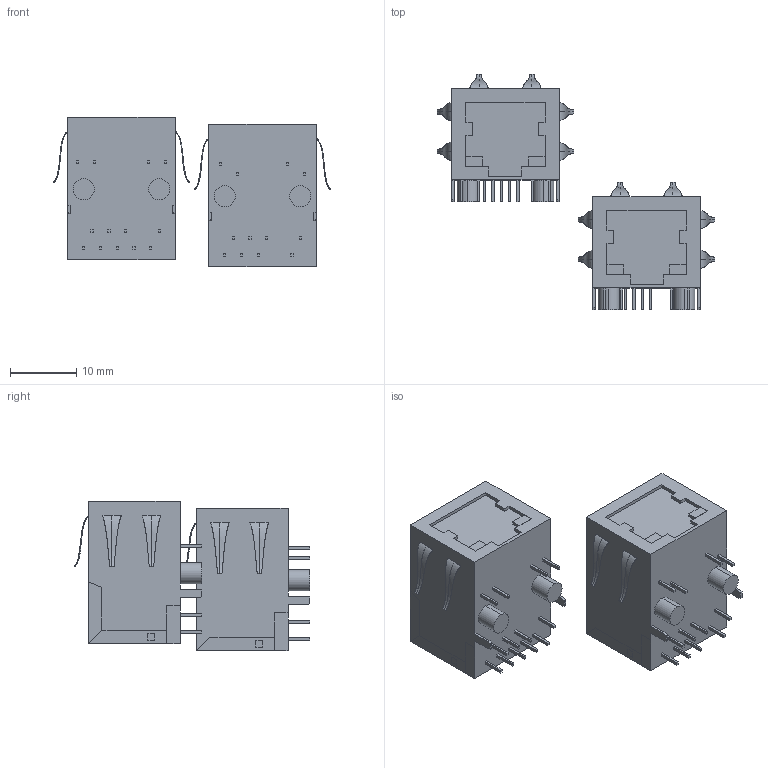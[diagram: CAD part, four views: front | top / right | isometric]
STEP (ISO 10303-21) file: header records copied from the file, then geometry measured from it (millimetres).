
FILE_DESCRIPTION (( 'STEP AP214' ), '1' );
FILE_NAME ('ARJP11A.STEP', '2015-06-16T10:29:36', ( 'sathurthi' ), ( '' ), 'SwSTEP 2.0', 'SolidWorks 2012', '' );
FILE_SCHEMA (( 'AUTOMOTIVE_DESIGN' ));
Length unit declared in the file: inch
Products named in the file (3): ARJP11A_ARJP11A-MB; ARJP11A_ARJP11A-MA; ARJP11A
Assembly tree (2 placements, depth 2):
  ARJP11A
    ARJP11A_ARJP11A-MA
    ARJP11A_ARJP11A-MB
Bounding box: 42.03 x 35.69 x 22.65 mm (x, y, z)
Volume: 9741.8 mm3; surface area: 4160.3 mm2
Topology: 2 solids, 2 shells, 526 faces, 1432 edges, 988 vertices
Faces by surface type: plane 453, bspline 65, cylinder 8
Entity records: 27133 total; most frequent: CARTESIAN_POINT 10656, ORIENTED_EDGE 2864, DIRECTION 2146, EDGE_CURVE 1432, VECTOR 1182, LINE 1182, VERTEX_POINT 988, EDGE_LOOP 604
